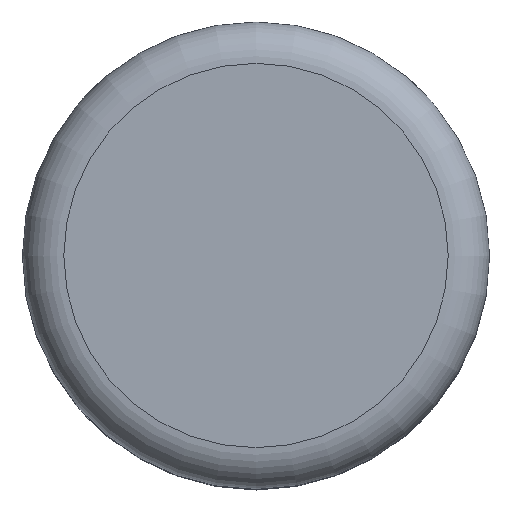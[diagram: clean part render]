
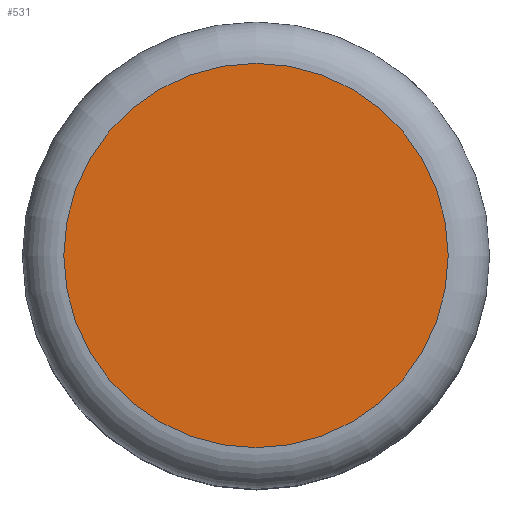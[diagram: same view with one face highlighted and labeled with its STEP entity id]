
A CAD part, top view. The second image highlights one B-rep face of the part: STEP entity #531.
In plain terms, the highlighted planar face has unit normal (0, 0, 1).
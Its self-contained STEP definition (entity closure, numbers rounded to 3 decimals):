
#468=CARTESIAN_POINT('',(16.25,0.,44.0));
#469=VERTEX_POINT('',#468);
#470=CARTESIAN_POINT('',(0.0,0.0,44.0));
#471=DIRECTION('',(0.0,0.0,-1.0));
#472=DIRECTION('',(-1.0,0.0,0.0));
#473=AXIS2_PLACEMENT_3D('',#470,#471,#472);
#474=CIRCLE('',#473,16.25);
#475=EDGE_CURVE('',#469,#469,#474,.T.);
#523=CARTESIAN_POINT('',(0.0,0.0,44.0));
#524=DIRECTION('',(0.0,0.0,-1.0));
#525=DIRECTION('',(-1.0,0.0,0.0));
#526=AXIS2_PLACEMENT_3D('',#523,#524,#525);
#527=PLANE('',#526);
#528=ORIENTED_EDGE('',*,*,#475,.F.);
#529=EDGE_LOOP('',(#528));
#530=FACE_OUTER_BOUND('',#529,.T.);
#531=ADVANCED_FACE('',(#530),#527,.F.);
